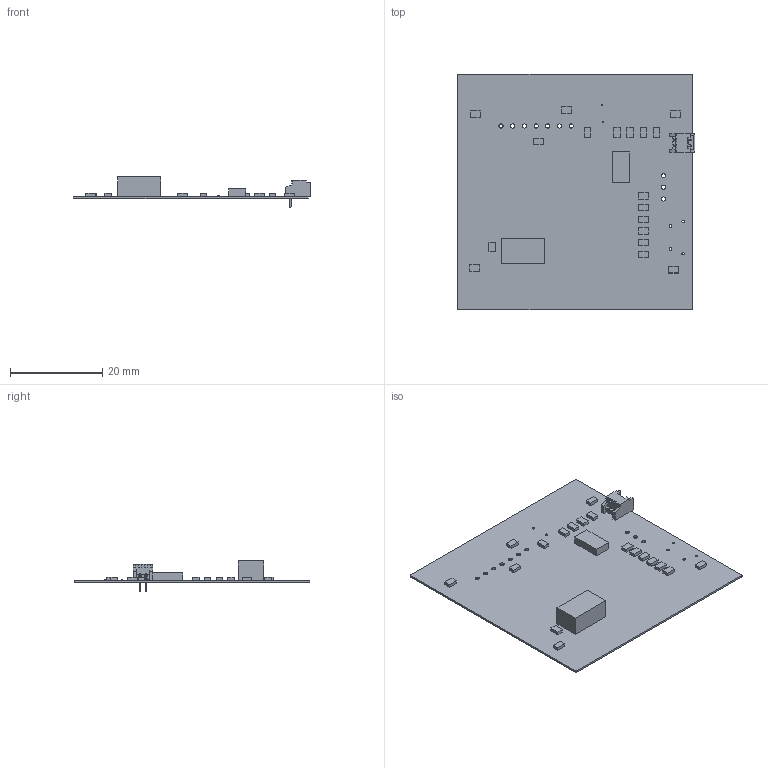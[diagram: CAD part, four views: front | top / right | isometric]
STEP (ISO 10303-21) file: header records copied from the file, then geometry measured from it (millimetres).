
FILE_DESCRIPTION(('Open CASCADE Model'),'2;1');
FILE_NAME('Open CASCADE Shape Model','2019-07-26T11:23:13',('Author'),( 'Open CASCADE'),'Open CASCADE STEP processor 6.8','Open CASCADE 6.8' ,'Unknown');
FILE_SCHEMA(('AUTOMOTIVE_DESIGN { 1 0 10303 214 1 1 1 1 }'));
Length unit declared in the file: millimetre
Products named in the file (40): PCB; Board; C13; 6036655360; Extruded; C12; C11; C10; R9; 6036655552; R8; R7; BT1; 6036654976; VR1; 6036655744; U3; 6036655168; R2; R1; P1; 3dmodel; L1; C9; C8; C7; C6; C5; C4; C3; C2; C1
Assembly tree (56 placements, depth 4):
  PCB
    Board
    C13
      6036655360
        Extruded
    C12
      6036655360
        Extruded
    C11
      6036655360
        Extruded
    C10
      6036655360
        Extruded
    R9
      6036655552
        Extruded
    R8
      6036655360
        Extruded
    R7
      6036655360
        Extruded
    BT1
      6036654976
        Extruded
    VR1
      6036655744
        Extruded
    U3
      6036655168
        Extruded
    R2
      6036655360
        Extruded
    R1
      6036655360
        Extruded
    P1
      3dmodel
      3dmodel
      3dmodel
      3dmodel
      3dmodel
    L1
      6036655168
        Extruded
    C9
      6036655552
        Extruded
    C8
      6036655552
        Extruded
    C7
      6036655552
        Extruded
    C6
      6036655360
        Extruded
    C5
Bounding box: 51.63 x 51.05 x 6.57 mm (x, y, z)
Volume: 1414.5 mm3; surface area: 5968.5 mm2
Topology: 24 solids, 24 shells, 274 faces, 646 edges, 426 vertices
Faces by surface type: plane 236, cylinder 30, bspline 8
Full cylindrical faces by diameter (mm): 0.5 x4, 0.55 x2, 0.9 x10
Entity records: 8376 total; most frequent: CARTESIAN_POINT 1259, DIRECTION 910, ORIENTED_EDGE 876, EDGE_CURVE 438, PRESENTATION_STYLE_ASSIGNMENT 432, LINE 348, VECTOR 348, CURVE_STYLE 317
